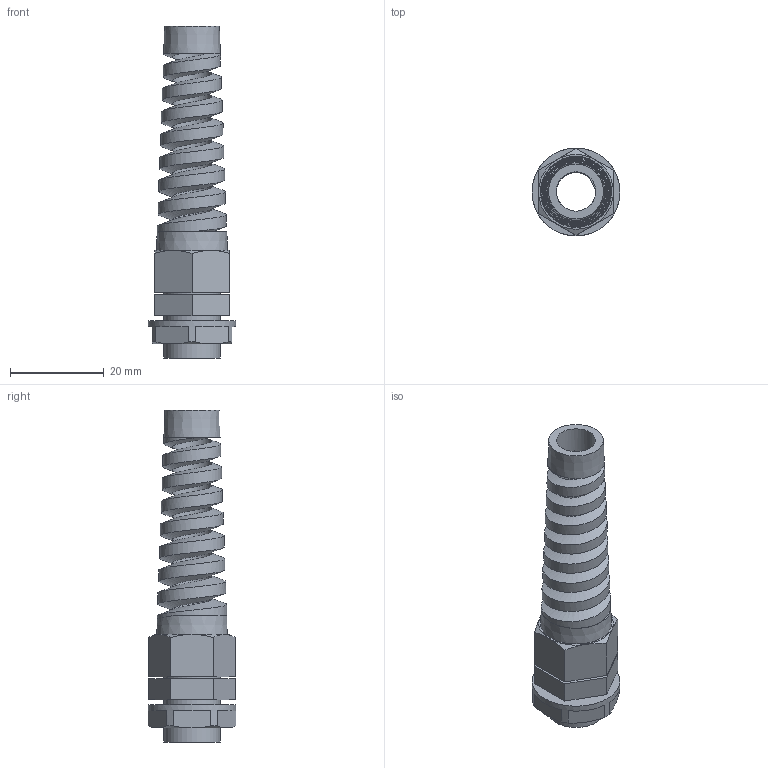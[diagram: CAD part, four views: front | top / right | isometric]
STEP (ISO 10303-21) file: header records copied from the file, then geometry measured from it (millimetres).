
FILE_DESCRIPTION(('Open CASCADE Model'),'2;1');
FILE_NAME('Open CASCADE Shape Model','2024-12-30T13:22:58',('Author'),( 'Open CASCADE'),'Open CASCADE STEP processor 7.7','Open CASCADE 7.7' ,'Unknown');
FILE_SCHEMA(('AUTOMOTIVE_DESIGN { 1 0 10303 214 1 1 1 1 }'));
Length unit declared in the file: millimetre
Products named in the file (7): RSP12-6; fixing_nut; fixing_nut_part; pipe; pipe_part; cover; cover_part
Assembly tree (6 placements, depth 3):
  RSP12-6
    fixing_nut
      fixing_nut_part
    pipe
      pipe_part
    cover
      cover_part
Bounding box: 18.8 x 18.8 x 71 mm (x, y, z)
Volume: 6502.9 mm3; surface area: 7580.6 mm2
Topology: 3 solids, 3 shells, 72 faces, 179 edges, 114 vertices
Faces by surface type: plane 39, cylinder 14, sphere 12, bspline 4, cone 3
Full cylindrical faces by diameter (mm): 8.4 x9, 12 x4, 18.8 x1
Entity records: 9641 total; most frequent: CARTESIAN_POINT 6090, DIRECTION 604, ORIENTED_EDGE 358, PCURVE 358, DEFINITIONAL_REPRESENTATION 358, LINE 266, VECTOR 266, EDGE_CURVE 179
